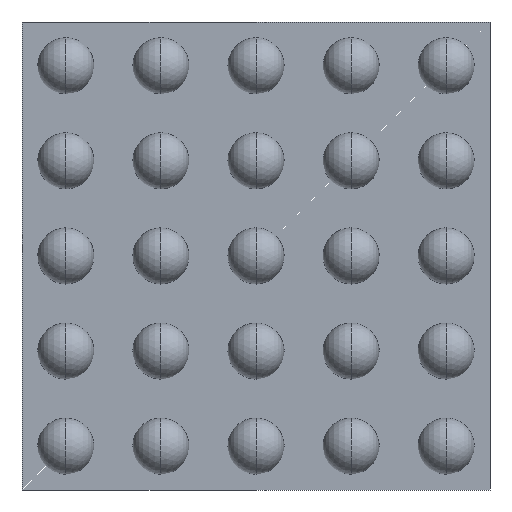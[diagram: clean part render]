
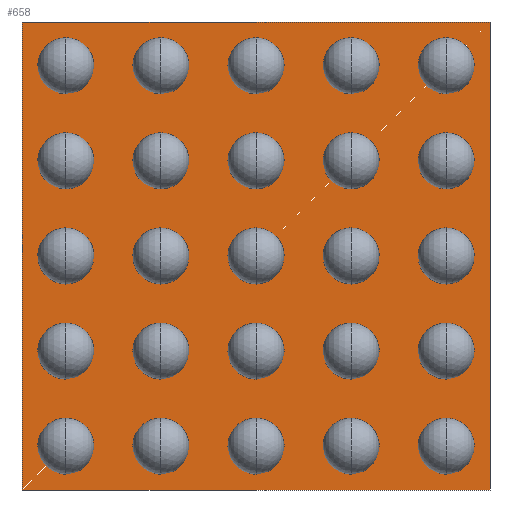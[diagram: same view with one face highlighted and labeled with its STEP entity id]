
A CAD part, front view. The second image highlights one B-rep face of the part: STEP entity #658.
In plain terms, the highlighted planar face has unit normal (0, -1, 0).
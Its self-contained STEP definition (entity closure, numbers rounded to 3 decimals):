
#63 = VERTEX_POINT ( 'NONE', #477 ) ;
#99 = LINE ( 'NONE', #1183, #1860 ) ;
#133 = ORIENTED_EDGE ( 'NONE', *, *, #386, .F. ) ;
#169 = EDGE_CURVE ( 'NONE', #63, #412, #1841, .T. ) ;
#255 = EDGE_LOOP ( 'NONE', ( #1209, #133, #2007, #2207 ) ) ;
#311 = VECTOR ( 'NONE', #370, 1000. ) ;
#370 = DIRECTION ( 'NONE',  ( 0., 0., 1. ) ) ;
#386 = EDGE_CURVE ( 'NONE', #1632, #63, #955, .T. ) ;
#412 = VERTEX_POINT ( 'NONE', #1724 ) ;
#477 = CARTESIAN_POINT ( 'NONE',  ( -3.125, 0., -3.125 ) ) ;
#488 = VERTEX_POINT ( 'NONE', #1033 ) ;
#516 = DIRECTION ( 'NONE',  ( 1., 0., 0. ) ) ;
#606 = DIRECTION ( 'NONE',  ( 0., 0., 1. ) ) ;
#658 = ADVANCED_FACE ( 'NONE', ( #2022 ), #940, .F. ) ;
#721 = DIRECTION ( 'NONE',  ( 0., 0., -1. ) ) ;
#940 = PLANE ( 'NONE',  #1903 ) ;
#955 = LINE ( 'NONE', #1551, #1951 ) ;
#1033 = CARTESIAN_POINT ( 'NONE',  ( 3.125, 0., 3.125 ) ) ;
#1183 = CARTESIAN_POINT ( 'NONE',  ( 3.125, 0., 3.125 ) ) ;
#1209 = ORIENTED_EDGE ( 'NONE', *, *, #169, .F. ) ;
#1292 = CARTESIAN_POINT ( 'NONE',  ( 0., 0., 0. ) ) ;
#1373 = DIRECTION ( 'NONE',  ( -1., 0., 0. ) ) ;
#1417 = CARTESIAN_POINT ( 'NONE',  ( -3.125, 0., 3.125 ) ) ;
#1521 = EDGE_CURVE ( 'NONE', #412, #488, #99, .T. ) ;
#1551 = CARTESIAN_POINT ( 'NONE',  ( 3.125, 0., -3.125 ) ) ;
#1613 = CARTESIAN_POINT ( 'NONE',  ( 3.125, 0., -3.125 ) ) ;
#1632 = VERTEX_POINT ( 'NONE', #1613 ) ;
#1645 = DIRECTION ( 'NONE',  ( 0., 1., 0. ) ) ;
#1724 = CARTESIAN_POINT ( 'NONE',  ( -3.125, 0., 3.125 ) ) ;
#1726 = LINE ( 'NONE', #1915, #1886 ) ;
#1841 = LINE ( 'NONE', #1417, #311 ) ;
#1860 = VECTOR ( 'NONE', #516, 1000. ) ;
#1886 = VECTOR ( 'NONE', #721, 1000. ) ;
#1903 = AXIS2_PLACEMENT_3D ( 'NONE', #1292, #1645, #606 ) ;
#1915 = CARTESIAN_POINT ( 'NONE',  ( 3.125, 0., 3.125 ) ) ;
#1951 = VECTOR ( 'NONE', #1373, 1000. ) ;
#2007 = ORIENTED_EDGE ( 'NONE', *, *, #2136, .F. ) ;
#2022 = FACE_OUTER_BOUND ( 'NONE', #255, .T. ) ;
#2136 = EDGE_CURVE ( 'NONE', #488, #1632, #1726, .T. ) ;
#2207 = ORIENTED_EDGE ( 'NONE', *, *, #1521, .F. ) ;
